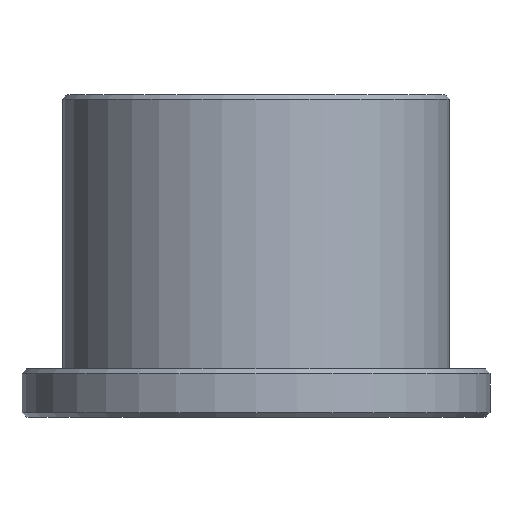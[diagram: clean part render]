
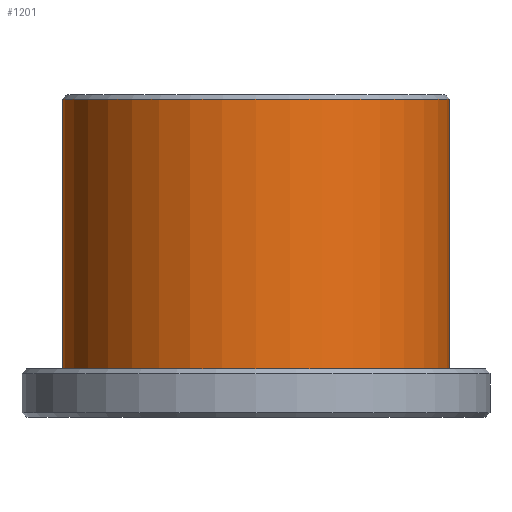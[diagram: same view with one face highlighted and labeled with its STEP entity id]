
A CAD part, front view. The second image highlights one B-rep face of the part: STEP entity #1201.
In plain terms, the highlighted cylindrical face has radius 12 mm (diameter 24 mm), a partial arc.
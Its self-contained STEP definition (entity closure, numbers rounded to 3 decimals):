
#9 = CIRCLE ( 'NONE', #1223, 12. ) ;
#54 = EDGE_CURVE ( 'NONE', #156, #732, #926, .T. ) ;
#97 = EDGE_CURVE ( 'NONE', #431, #1217, #1192, .T. ) ;
#152 = EDGE_CURVE ( 'NONE', #732, #1217, #9, .T. ) ;
#156 = VERTEX_POINT ( 'NONE', #584 ) ;
#167 = CARTESIAN_POINT ( 'NONE',  ( 12., 0., 3. ) ) ;
#314 = CYLINDRICAL_SURFACE ( 'NONE', #786, 12. ) ;
#324 = DIRECTION ( 'NONE',  ( 0., 0., -1. ) ) ;
#351 = CARTESIAN_POINT ( 'NONE',  ( 12., 0., 20. ) ) ;
#361 = DIRECTION ( 'NONE',  ( 0., 0., -1. ) ) ;
#370 = VECTOR ( 'NONE', #1103, 1000. ) ;
#431 = VERTEX_POINT ( 'NONE', #781 ) ;
#475 = DIRECTION ( 'NONE',  ( -1., 0., 0. ) ) ;
#476 = EDGE_CURVE ( 'NONE', #156, #431, #1034, .T. ) ;
#548 = CARTESIAN_POINT ( 'NONE',  ( -12., 0., 20. ) ) ;
#579 = ORIENTED_EDGE ( 'NONE', *, *, #152, .F. ) ;
#584 = CARTESIAN_POINT ( 'NONE',  ( 12., 0., 19.7 ) ) ;
#594 = VECTOR ( 'NONE', #324, 1000. ) ;
#732 = VERTEX_POINT ( 'NONE', #167 ) ;
#776 = DIRECTION ( 'NONE',  ( -1., 0., 0. ) ) ;
#781 = CARTESIAN_POINT ( 'NONE',  ( -12., 0., 19.7 ) ) ;
#786 = AXIS2_PLACEMENT_3D ( 'NONE', #1250, #361, #475 ) ;
#869 = ORIENTED_EDGE ( 'NONE', *, *, #54, .F. ) ;
#926 = LINE ( 'NONE', #351, #370 ) ;
#1016 = DIRECTION ( 'NONE',  ( 0., 0., -1. ) ) ;
#1020 = CARTESIAN_POINT ( 'NONE',  ( 0., 0., 19.7 ) ) ;
#1022 = DIRECTION ( 'NONE',  ( 1., 0., 0. ) ) ;
#1034 = CIRCLE ( 'NONE', #1368, 12. ) ;
#1103 = DIRECTION ( 'NONE',  ( 0., 0., -1. ) ) ;
#1106 = DIRECTION ( 'NONE',  ( 0., 0., -1. ) ) ;
#1112 = CARTESIAN_POINT ( 'NONE',  ( 0., 0., 3. ) ) ;
#1192 = LINE ( 'NONE', #548, #594 ) ;
#1200 = FACE_OUTER_BOUND ( 'NONE', #1398, .T. ) ;
#1201 = ADVANCED_FACE ( 'NONE', ( #1200 ), #314, .T. ) ;
#1217 = VERTEX_POINT ( 'NONE', #1252 ) ;
#1223 = AXIS2_PLACEMENT_3D ( 'NONE', #1112, #1106, #776 ) ;
#1250 = CARTESIAN_POINT ( 'NONE',  ( 0., 0., 20. ) ) ;
#1252 = CARTESIAN_POINT ( 'NONE',  ( -12., 0., 3. ) ) ;
#1292 = ORIENTED_EDGE ( 'NONE', *, *, #476, .T. ) ;
#1313 = ORIENTED_EDGE ( 'NONE', *, *, #97, .T. ) ;
#1368 = AXIS2_PLACEMENT_3D ( 'NONE', #1020, #1016, #1022 ) ;
#1398 = EDGE_LOOP ( 'NONE', ( #869, #1292, #1313, #579 ) ) ;
